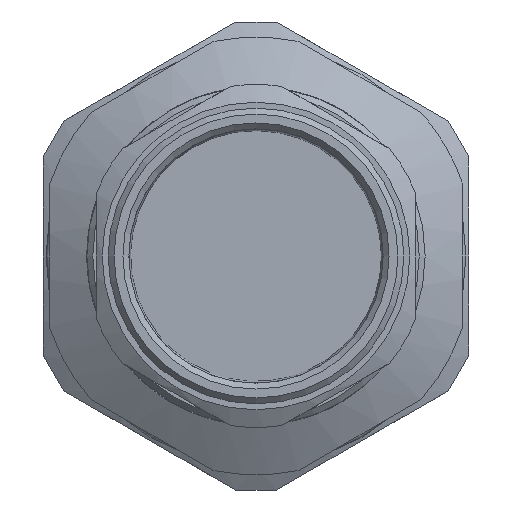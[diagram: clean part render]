
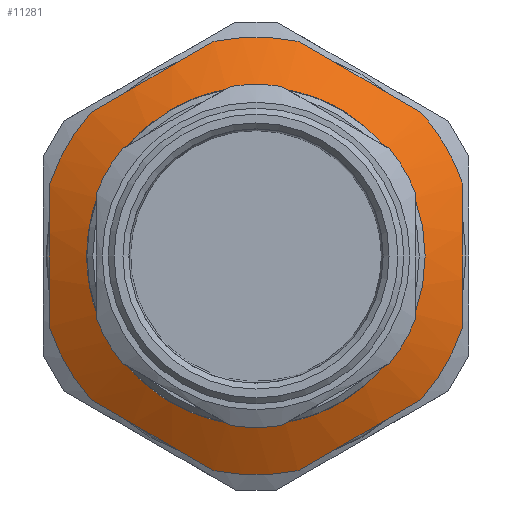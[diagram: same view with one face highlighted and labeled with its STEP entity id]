
A CAD part, left-side view. The second image highlights one B-rep face of the part: STEP entity #11281.
In plain terms, the highlighted conical face has half-angle 60 degrees and reference radius 16.4 mm.
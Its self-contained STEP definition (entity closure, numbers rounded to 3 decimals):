
#23=CONICAL_SURFACE('',#11826,16.4,1.047);
#51=(
BOUNDED_CURVE()
B_SPLINE_CURVE(2,(#25041,#25042,#25043),.UNSPECIFIED.,.F.,.F.)
B_SPLINE_CURVE_WITH_KNOTS((3,3),(0.,1.206),.UNSPECIFIED.)
CURVE()
GEOMETRIC_REPRESENTATION_ITEM()
RATIONAL_B_SPLINE_CURVE((1.,1.057,1.))
REPRESENTATION_ITEM('')
);
#53=(
BOUNDED_CURVE()
B_SPLINE_CURVE(2,(#25054,#25055,#25056),.UNSPECIFIED.,.F.,.F.)
B_SPLINE_CURVE_WITH_KNOTS((3,3),(0.,1.206),.UNSPECIFIED.)
CURVE()
GEOMETRIC_REPRESENTATION_ITEM()
RATIONAL_B_SPLINE_CURVE((1.,1.057,1.))
REPRESENTATION_ITEM('')
);
#55=(
BOUNDED_CURVE()
B_SPLINE_CURVE(2,(#25067,#25068,#25069),.UNSPECIFIED.,.F.,.F.)
B_SPLINE_CURVE_WITH_KNOTS((3,3),(0.,1.206),.UNSPECIFIED.)
CURVE()
GEOMETRIC_REPRESENTATION_ITEM()
RATIONAL_B_SPLINE_CURVE((1.,1.057,1.))
REPRESENTATION_ITEM('')
);
#57=(
BOUNDED_CURVE()
B_SPLINE_CURVE(2,(#25080,#25081,#25082),.UNSPECIFIED.,.F.,.F.)
B_SPLINE_CURVE_WITH_KNOTS((3,3),(0.,1.206),.UNSPECIFIED.)
CURVE()
GEOMETRIC_REPRESENTATION_ITEM()
RATIONAL_B_SPLINE_CURVE((1.,1.057,1.))
REPRESENTATION_ITEM('')
);
#59=(
BOUNDED_CURVE()
B_SPLINE_CURVE(2,(#25093,#25094,#25095),.UNSPECIFIED.,.F.,.F.)
B_SPLINE_CURVE_WITH_KNOTS((3,3),(0.,1.206),.UNSPECIFIED.)
CURVE()
GEOMETRIC_REPRESENTATION_ITEM()
RATIONAL_B_SPLINE_CURVE((1.,1.057,1.))
REPRESENTATION_ITEM('')
);
#61=(
BOUNDED_CURVE()
B_SPLINE_CURVE(2,(#25106,#25107,#25108),.UNSPECIFIED.,.F.,.F.)
B_SPLINE_CURVE_WITH_KNOTS((3,3),(0.,1.206),.UNSPECIFIED.)
CURVE()
GEOMETRIC_REPRESENTATION_ITEM()
RATIONAL_B_SPLINE_CURVE((1.,1.057,1.))
REPRESENTATION_ITEM('')
);
#1560=LINE('',#25140,#2199);
#2199=VECTOR('',#13459,16.4);
#3536=FACE_OUTER_BOUND('',#4200,.T.);
#4200=EDGE_LOOP('',(#10003,#10004,#10005,#10006,#10007,#10008,#10009,#10010,
#10011,#10012,#10013,#10014,#10015,#10016,#10017,#10018,#10019));
#4500=CIRCLE('',#11784,14.3);
#4501=CIRCLE('',#11785,14.3);
#4511=CIRCLE('',#11816,18.5);
#4512=CIRCLE('',#11817,18.5);
#4513=CIRCLE('',#11819,18.5);
#4514=CIRCLE('',#11821,18.5);
#4515=CIRCLE('',#11823,18.5);
#4516=CIRCLE('',#11825,18.5);
#4517=CIRCLE('',#11827,18.5);
#5514=VERTEX_POINT('',#25016);
#5515=VERTEX_POINT('',#25017);
#5518=VERTEX_POINT('',#25039);
#5519=VERTEX_POINT('',#25040);
#5522=VERTEX_POINT('',#25052);
#5523=VERTEX_POINT('',#25053);
#5526=VERTEX_POINT('',#25065);
#5527=VERTEX_POINT('',#25066);
#5530=VERTEX_POINT('',#25078);
#5531=VERTEX_POINT('',#25079);
#5534=VERTEX_POINT('',#25091);
#5535=VERTEX_POINT('',#25092);
#5538=VERTEX_POINT('',#25104);
#5539=VERTEX_POINT('',#25105);
#5543=VERTEX_POINT('',#25127);
#7029=EDGE_CURVE('',#5514,#5515,#4500,.T.);
#7030=EDGE_CURVE('',#5515,#5514,#4501,.T.);
#7034=EDGE_CURVE('',#5518,#5519,#51,.T.);
#7038=EDGE_CURVE('',#5522,#5523,#53,.T.);
#7042=EDGE_CURVE('',#5526,#5527,#55,.T.);
#7046=EDGE_CURVE('',#5530,#5531,#57,.T.);
#7050=EDGE_CURVE('',#5534,#5535,#59,.T.);
#7054=EDGE_CURVE('',#5538,#5539,#61,.T.);
#7066=EDGE_CURVE('',#5518,#5543,#4511,.T.);
#7067=EDGE_CURVE('',#5543,#5539,#4512,.T.);
#7068=EDGE_CURVE('',#5538,#5535,#4513,.T.);
#7069=EDGE_CURVE('',#5534,#5531,#4514,.T.);
#7070=EDGE_CURVE('',#5530,#5527,#4515,.T.);
#7071=EDGE_CURVE('',#5526,#5523,#4516,.T.);
#7072=EDGE_CURVE('',#5522,#5519,#4517,.T.);
#7073=EDGE_CURVE('',#5543,#5515,#1560,.T.);
#10003=ORIENTED_EDGE('',*,*,#7034,.T.);
#10004=ORIENTED_EDGE('',*,*,#7072,.F.);
#10005=ORIENTED_EDGE('',*,*,#7038,.T.);
#10006=ORIENTED_EDGE('',*,*,#7071,.F.);
#10007=ORIENTED_EDGE('',*,*,#7042,.T.);
#10008=ORIENTED_EDGE('',*,*,#7070,.F.);
#10009=ORIENTED_EDGE('',*,*,#7046,.T.);
#10010=ORIENTED_EDGE('',*,*,#7069,.F.);
#10011=ORIENTED_EDGE('',*,*,#7050,.T.);
#10012=ORIENTED_EDGE('',*,*,#7068,.F.);
#10013=ORIENTED_EDGE('',*,*,#7054,.T.);
#10014=ORIENTED_EDGE('',*,*,#7067,.F.);
#10015=ORIENTED_EDGE('',*,*,#7073,.T.);
#10016=ORIENTED_EDGE('',*,*,#7030,.T.);
#10017=ORIENTED_EDGE('',*,*,#7029,.T.);
#10018=ORIENTED_EDGE('',*,*,#7073,.F.);
#10019=ORIENTED_EDGE('',*,*,#7066,.F.);
#11281=ADVANCED_FACE('',(#3536),#23,.T.);
#11784=AXIS2_PLACEMENT_3D('',#25018,#13357,#13358);
#11785=AXIS2_PLACEMENT_3D('',#25019,#13359,#13360);
#11816=AXIS2_PLACEMENT_3D('',#25128,#13435,#13436);
#11817=AXIS2_PLACEMENT_3D('',#25129,#13437,#13438);
#11819=AXIS2_PLACEMENT_3D('',#25131,#13441,#13442);
#11821=AXIS2_PLACEMENT_3D('',#25133,#13445,#13446);
#11823=AXIS2_PLACEMENT_3D('',#25135,#13449,#13450);
#11825=AXIS2_PLACEMENT_3D('',#25137,#13453,#13454);
#11826=AXIS2_PLACEMENT_3D('',#25138,#13455,#13456);
#11827=AXIS2_PLACEMENT_3D('',#25139,#13457,#13458);
#13357=DIRECTION('center_axis',(1.,0.,0.));
#13358=DIRECTION('ref_axis',(0.,-0.5,-0.866));
#13359=DIRECTION('center_axis',(1.,0.,0.));
#13360=DIRECTION('ref_axis',(0.,-0.5,-0.866));
#13435=DIRECTION('center_axis',(1.,0.,0.));
#13436=DIRECTION('ref_axis',(0.,-0.5,-0.866));
#13437=DIRECTION('center_axis',(1.,0.,0.));
#13438=DIRECTION('ref_axis',(0.,-0.5,-0.866));
#13441=DIRECTION('center_axis',(1.,0.,0.));
#13442=DIRECTION('ref_axis',(0.,-0.5,-0.866));
#13445=DIRECTION('center_axis',(1.,0.,0.));
#13446=DIRECTION('ref_axis',(0.,-0.5,-0.866));
#13449=DIRECTION('center_axis',(1.,0.,0.));
#13450=DIRECTION('ref_axis',(0.,-0.5,-0.866));
#13453=DIRECTION('center_axis',(1.,0.,0.));
#13454=DIRECTION('ref_axis',(0.,-0.5,-0.866));
#13455=DIRECTION('center_axis',(1.,0.,0.));
#13456=DIRECTION('ref_axis',(0.,0.866,-0.5));
#13457=DIRECTION('center_axis',(1.,0.,0.));
#13458=DIRECTION('ref_axis',(0.,-0.5,-0.866));
#13459=DIRECTION('',(-0.5,0.75,-0.433));
#25016=CARTESIAN_POINT('',(20.808,7.348,-7.15));
#25017=CARTESIAN_POINT('',(20.808,-17.42,7.15));
#25018=CARTESIAN_POINT('Origin',(20.808,-5.036,0.));
#25019=CARTESIAN_POINT('Origin',(20.808,-5.036,0.));
#25039=CARTESIAN_POINT('',(23.233,-18.982,12.155));
#25040=CARTESIAN_POINT('',(23.233,-8.59,18.155));
#25041=CARTESIAN_POINT('Ctrl Pts',(23.233,-18.982,12.155));
#25042=CARTESIAN_POINT('Ctrl Pts',(22.11,-13.786,15.155));
#25043=CARTESIAN_POINT('Ctrl Pts',(23.233,-8.59,18.155));
#25052=CARTESIAN_POINT('',(23.233,-1.482,18.155));
#25053=CARTESIAN_POINT('',(23.233,8.91,12.155));
#25054=CARTESIAN_POINT('Ctrl Pts',(23.233,-1.482,18.155));
#25055=CARTESIAN_POINT('Ctrl Pts',(22.11,3.714,15.155));
#25056=CARTESIAN_POINT('Ctrl Pts',(23.233,8.91,12.155));
#25065=CARTESIAN_POINT('',(23.233,12.464,6.));
#25066=CARTESIAN_POINT('',(23.233,12.464,-6.));
#25067=CARTESIAN_POINT('Ctrl Pts',(23.233,12.464,6.));
#25068=CARTESIAN_POINT('Ctrl Pts',(22.11,12.464,0.));
#25069=CARTESIAN_POINT('Ctrl Pts',(23.233,12.464,-6.));
#25078=CARTESIAN_POINT('',(23.233,8.91,-12.155));
#25079=CARTESIAN_POINT('',(23.233,-1.482,-18.155));
#25080=CARTESIAN_POINT('Ctrl Pts',(23.233,8.91,-12.155));
#25081=CARTESIAN_POINT('Ctrl Pts',(22.11,3.714,-15.155));
#25082=CARTESIAN_POINT('Ctrl Pts',(23.233,-1.482,-18.155));
#25091=CARTESIAN_POINT('',(23.233,-8.59,-18.155));
#25092=CARTESIAN_POINT('',(23.233,-18.982,-12.155));
#25093=CARTESIAN_POINT('Ctrl Pts',(23.233,-8.59,-18.155));
#25094=CARTESIAN_POINT('Ctrl Pts',(22.11,-13.786,-15.155));
#25095=CARTESIAN_POINT('Ctrl Pts',(23.233,-18.982,-12.155));
#25104=CARTESIAN_POINT('',(23.233,-22.536,-6.));
#25105=CARTESIAN_POINT('',(23.233,-22.536,6.));
#25106=CARTESIAN_POINT('Ctrl Pts',(23.233,-22.536,-6.));
#25107=CARTESIAN_POINT('Ctrl Pts',(22.11,-22.536,0.));
#25108=CARTESIAN_POINT('Ctrl Pts',(23.233,-22.536,6.));
#25127=CARTESIAN_POINT('',(23.233,-21.057,9.25));
#25128=CARTESIAN_POINT('Origin',(23.233,-5.036,0.));
#25129=CARTESIAN_POINT('Origin',(23.233,-5.036,0.));
#25131=CARTESIAN_POINT('Origin',(23.233,-5.036,0.));
#25133=CARTESIAN_POINT('Origin',(23.233,-5.036,0.));
#25135=CARTESIAN_POINT('Origin',(23.233,-5.036,0.));
#25137=CARTESIAN_POINT('Origin',(23.233,-5.036,0.));
#25138=CARTESIAN_POINT('Origin',(22.021,-5.036,0.));
#25139=CARTESIAN_POINT('Origin',(23.233,-5.036,0.));
#25140=CARTESIAN_POINT('',(22.021,-19.239,8.2));
